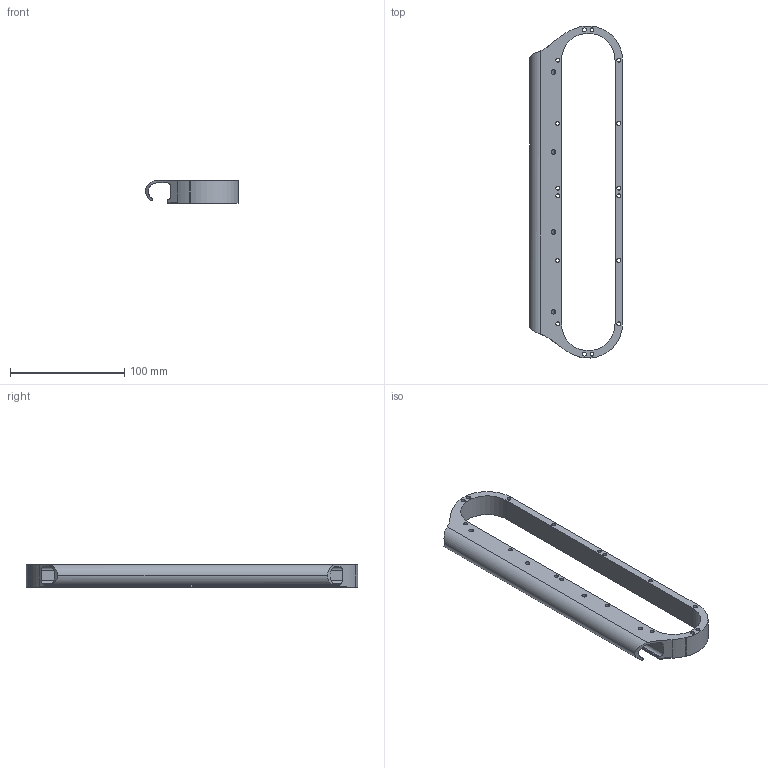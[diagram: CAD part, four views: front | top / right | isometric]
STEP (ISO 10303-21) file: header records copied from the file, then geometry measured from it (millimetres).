
FILE_DESCRIPTION (( 'STEP AP214' ), '1' );
FILE_NAME ('J2 Arm Cover Spacer Single Piece.STEP', '2023-04-17T02:51:02', ( '' ), ( '' ), 'SwSTEP 2.0', 'SolidWorks 2021', '' );
FILE_SCHEMA (( 'AUTOMOTIVE_DESIGN' ));
Length unit declared in the file: millimetre
Products named in the file (1): J2 Arm Cover Spacer Single Piece
Bounding box: 81.46 x 290.79 x 20.05 mm (x, y, z)
Volume: 99649.7 mm3; surface area: 54652.4 mm2
Topology: 1 solids, 1 shells, 87 faces, 256 edges, 167 vertices
Faces by surface type: cylinder 62, plane 15, bspline 10
Entity records: 4589 total; most frequent: CARTESIAN_POINT 1233, ORIENTED_EDGE 512, DIRECTION 464, EDGE_CURVE 256, AXIS2_PLACEMENT_3D 176, VERTEX_POINT 167, EDGE_LOOP 125, LINE 112
